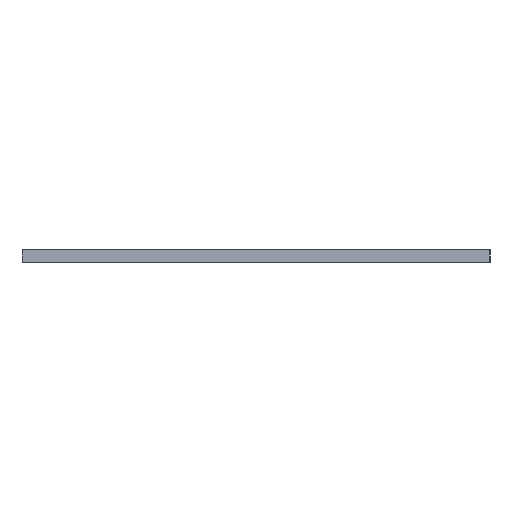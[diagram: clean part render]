
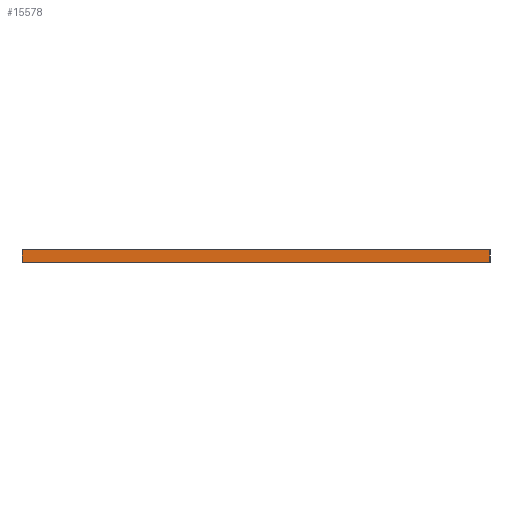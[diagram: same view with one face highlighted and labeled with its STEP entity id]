
A CAD part, left-side view. The second image highlights one B-rep face of the part: STEP entity #15578.
In plain terms, the highlighted planar face has unit normal (-1, 0, 0).
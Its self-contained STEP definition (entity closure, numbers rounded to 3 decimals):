
#278=PLANE('',#16774);
#708=FACE_OUTER_BOUND('',#1599,.T.);
#1599=EDGE_LOOP('',(#11481,#11482,#11483,#11484));
#2467=LINE('',#22739,#4091);
#2993=LINE('',#24518,#4617);
#2994=LINE('',#24519,#4618);
#2995=LINE('',#24520,#4619);
#4091=VECTOR('',#18013,10.);
#4617=VECTOR('',#19377,10.);
#4618=VECTOR('',#19378,10.);
#4619=VECTOR('',#19379,10.);
#6467=VERTEX_POINT('',#22736);
#6468=VERTEX_POINT('',#22738);
#7301=VERTEX_POINT('',#24516);
#7302=VERTEX_POINT('',#24517);
#8075=EDGE_CURVE('',#6468,#6467,#2467,.T.);
#8965=EDGE_CURVE('',#7301,#7302,#2993,.T.);
#8966=EDGE_CURVE('',#7302,#6468,#2994,.T.);
#8967=EDGE_CURVE('',#6467,#7301,#2995,.T.);
#11481=ORIENTED_EDGE('',*,*,#8965,.T.);
#11482=ORIENTED_EDGE('',*,*,#8966,.T.);
#11483=ORIENTED_EDGE('',*,*,#8075,.T.);
#11484=ORIENTED_EDGE('',*,*,#8967,.T.);
#15578=ADVANCED_FACE('',(#708),#278,.T.);
#16774=AXIS2_PLACEMENT_3D('',#24515,#19375,#19376);
#18013=DIRECTION('',(0.,1.,0.));
#19375=DIRECTION('center_axis',(-1.,0.,0.));
#19376=DIRECTION('ref_axis',(0.,0.,1.));
#19377=DIRECTION('',(0.,-1.,0.));
#19378=DIRECTION('',(0.,0.,1.));
#19379=DIRECTION('',(0.,0.,-1.));
#22736=CARTESIAN_POINT('',(25.3,255.9,21.6));
#22738=CARTESIAN_POINT('',(25.3,109.756,21.6));
#22739=CARTESIAN_POINT('',(25.3,240.2,21.6));
#24515=CARTESIAN_POINT('Origin',(25.3,240.2,17.6));
#24516=CARTESIAN_POINT('',(25.3,255.9,17.6));
#24517=CARTESIAN_POINT('',(25.3,109.756,17.6));
#24518=CARTESIAN_POINT('',(25.3,240.2,17.6));
#24519=CARTESIAN_POINT('',(25.3,109.756,17.6));
#24520=CARTESIAN_POINT('',(25.3,255.9,17.6));
